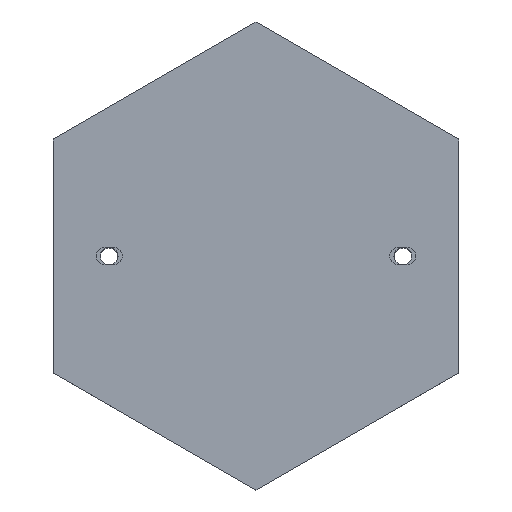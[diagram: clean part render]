
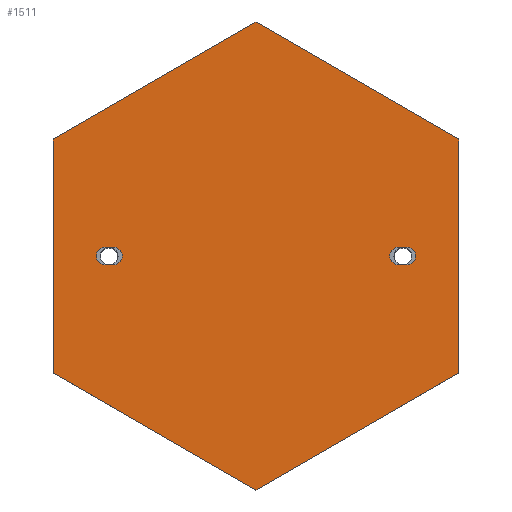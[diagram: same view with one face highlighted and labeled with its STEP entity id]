
A CAD part, top view. The second image highlights one B-rep face of the part: STEP entity #1511.
In plain terms, the highlighted planar face has unit normal (0, 0, 1).
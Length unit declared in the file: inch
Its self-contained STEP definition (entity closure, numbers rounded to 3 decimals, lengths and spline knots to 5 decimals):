
#49=FACE_BOUND('',#243,.T.);
#50=FACE_BOUND('',#244,.T.);
#73=PLANE('',#1638);
#148=FACE_OUTER_BOUND('',#242,.T.);
#242=EDGE_LOOP('',(#1096,#1097,#1098,#1099,#1100,#1101));
#243=EDGE_LOOP('',(#1102,#1103,#1104,#1105));
#244=EDGE_LOOP('',(#1106,#1107,#1108,#1109));
#350=LINE('',#2184,#514);
#354=LINE('',#2195,#518);
#356=LINE('',#2200,#520);
#361=LINE('',#2214,#525);
#364=LINE('',#2224,#528);
#365=LINE('',#2226,#529);
#366=LINE('',#2228,#530);
#367=LINE('',#2230,#531);
#368=LINE('',#2232,#532);
#369=LINE('',#2233,#533);
#514=VECTOR('',#1762,0.3937);
#518=VECTOR('',#1774,0.3937);
#520=VECTOR('',#1778,0.3937);
#525=VECTOR('',#1791,0.3937);
#528=VECTOR('',#1802,0.3937);
#529=VECTOR('',#1803,0.3937);
#530=VECTOR('',#1804,0.3937);
#531=VECTOR('',#1805,0.3937);
#532=VECTOR('',#1806,0.3937);
#533=VECTOR('',#1807,0.3937);
#676=CIRCLE('',#1623,0.0875);
#678=CIRCLE('',#1627,0.0875);
#680=CIRCLE('',#1632,0.0875);
#682=CIRCLE('',#1636,0.0875);
#714=VERTEX_POINT('',#2174);
#715=VERTEX_POINT('',#2175);
#718=VERTEX_POINT('',#2183);
#720=VERTEX_POINT('',#2189);
#722=VERTEX_POINT('',#2198);
#723=VERTEX_POINT('',#2199);
#726=VERTEX_POINT('',#2207);
#728=VERTEX_POINT('',#2213);
#730=VERTEX_POINT('',#2222);
#731=VERTEX_POINT('',#2223);
#732=VERTEX_POINT('',#2225);
#733=VERTEX_POINT('',#2227);
#734=VERTEX_POINT('',#2229);
#735=VERTEX_POINT('',#2231);
#854=EDGE_CURVE('',#714,#715,#676,.T.);
#858=EDGE_CURVE('',#718,#714,#350,.T.);
#861=EDGE_CURVE('',#720,#718,#678,.T.);
#864=EDGE_CURVE('',#715,#720,#354,.T.);
#866=EDGE_CURVE('',#722,#723,#356,.T.);
#870=EDGE_CURVE('',#726,#722,#680,.T.);
#873=EDGE_CURVE('',#728,#726,#361,.T.);
#876=EDGE_CURVE('',#723,#728,#682,.T.);
#878=EDGE_CURVE('',#730,#731,#364,.T.);
#879=EDGE_CURVE('',#732,#730,#365,.T.);
#880=EDGE_CURVE('',#733,#732,#366,.T.);
#881=EDGE_CURVE('',#734,#733,#367,.T.);
#882=EDGE_CURVE('',#735,#734,#368,.T.);
#883=EDGE_CURVE('',#731,#735,#369,.T.);
#1096=ORIENTED_EDGE('',*,*,#878,.F.);
#1097=ORIENTED_EDGE('',*,*,#879,.F.);
#1098=ORIENTED_EDGE('',*,*,#880,.F.);
#1099=ORIENTED_EDGE('',*,*,#881,.F.);
#1100=ORIENTED_EDGE('',*,*,#882,.F.);
#1101=ORIENTED_EDGE('',*,*,#883,.F.);
#1102=ORIENTED_EDGE('',*,*,#854,.T.);
#1103=ORIENTED_EDGE('',*,*,#864,.T.);
#1104=ORIENTED_EDGE('',*,*,#861,.T.);
#1105=ORIENTED_EDGE('',*,*,#858,.T.);
#1106=ORIENTED_EDGE('',*,*,#866,.T.);
#1107=ORIENTED_EDGE('',*,*,#876,.T.);
#1108=ORIENTED_EDGE('',*,*,#873,.T.);
#1109=ORIENTED_EDGE('',*,*,#870,.T.);
#1511=ADVANCED_FACE('',(#148,#49,#50),#73,.F.);
#1623=AXIS2_PLACEMENT_3D('',#2176,#1754,#1755);
#1627=AXIS2_PLACEMENT_3D('',#2190,#1767,#1768);
#1632=AXIS2_PLACEMENT_3D('',#2208,#1784,#1785);
#1636=AXIS2_PLACEMENT_3D('',#2219,#1796,#1797);
#1638=AXIS2_PLACEMENT_3D('',#2221,#1800,#1801);
#1754=DIRECTION('center_axis',(0.,0.,-1.));
#1755=DIRECTION('ref_axis',(-1.,0.,0.));
#1762=DIRECTION('',(1.,0.,0.));
#1767=DIRECTION('center_axis',(0.,0.,-1.));
#1768=DIRECTION('ref_axis',(-1.,0.,0.));
#1774=DIRECTION('',(-1.,0.,0.));
#1778=DIRECTION('',(-1.,0.,0.));
#1784=DIRECTION('center_axis',(0.,0.,-1.));
#1785=DIRECTION('ref_axis',(-1.,0.,0.));
#1791=DIRECTION('',(1.,0.,0.));
#1796=DIRECTION('center_axis',(0.,0.,-1.));
#1797=DIRECTION('ref_axis',(-1.,0.,0.));
#1800=DIRECTION('center_axis',(0.,0.,-1.));
#1801=DIRECTION('ref_axis',(-1.,0.,0.));
#1802=DIRECTION('',(-0.866,0.5,0.));
#1803=DIRECTION('',(-0.866,-0.5,0.));
#1804=DIRECTION('',(0.,-1.,0.));
#1805=DIRECTION('',(0.866,-0.5,0.));
#1806=DIRECTION('',(0.866,0.5,0.));
#1807=DIRECTION('',(0.,1.,0.));
#2174=CARTESIAN_POINT('',(7.09157,0.08701,0.35433));
#2175=CARTESIAN_POINT('',(7.09157,-0.08799,0.35433));
#2176=CARTESIAN_POINT('Origin',(7.09157,-0.00049,
0.35433));
#2183=CARTESIAN_POINT('',(7.01157,0.08701,0.35433));
#2184=CARTESIAN_POINT('',(7.75579,0.08701,0.35433));
#2189=CARTESIAN_POINT('',(7.01157,-0.08799,0.35433));
#2190=CARTESIAN_POINT('Origin',(7.01157,-0.00049,0.35433));
#2195=CARTESIAN_POINT('',(7.79579,-0.08799,0.35433));
#2198=CARTESIAN_POINT('',(9.98843,-0.08799,0.35433));
#2199=CARTESIAN_POINT('',(9.90843,-0.08799,0.35433));
#2200=CARTESIAN_POINT('',(9.24421,-0.08799,0.35433));
#2207=CARTESIAN_POINT('',(9.98843,0.08701,0.35433));
#2208=CARTESIAN_POINT('Origin',(9.98843,-0.00049,
0.35433));
#2213=CARTESIAN_POINT('',(9.90843,0.08701,0.35433));
#2214=CARTESIAN_POINT('',(9.20421,0.08701,0.35433));
#2219=CARTESIAN_POINT('Origin',(9.90843,-0.00049,
0.35433));
#2221=CARTESIAN_POINT('Origin',(8.5,-0.00049,0.35433));
#2222=CARTESIAN_POINT('',(8.5,-2.3099,0.35433));
#2223=CARTESIAN_POINT('',(6.5,-1.1552,0.35433));
#2224=CARTESIAN_POINT('',(7.,-1.44387,0.35433));
#2225=CARTESIAN_POINT('',(10.5,-1.1552,0.35433));
#2226=CARTESIAN_POINT('',(9.,-2.02122,0.35433));
#2227=CARTESIAN_POINT('',(10.5,1.15421,0.35433));
#2228=CARTESIAN_POINT('',(10.5,-0.57784,0.35433));
#2229=CARTESIAN_POINT('',(8.5,2.30891,0.35433));
#2230=CARTESIAN_POINT('',(10.,1.44288,0.35433));
#2231=CARTESIAN_POINT('',(6.5,1.15421,0.35433));
#2232=CARTESIAN_POINT('',(8.,2.02023,0.35433));
#2233=CARTESIAN_POINT('',(6.5,0.57686,0.35433));
